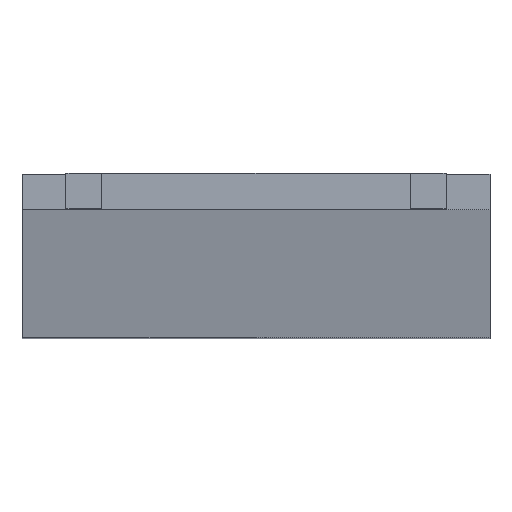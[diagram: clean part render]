
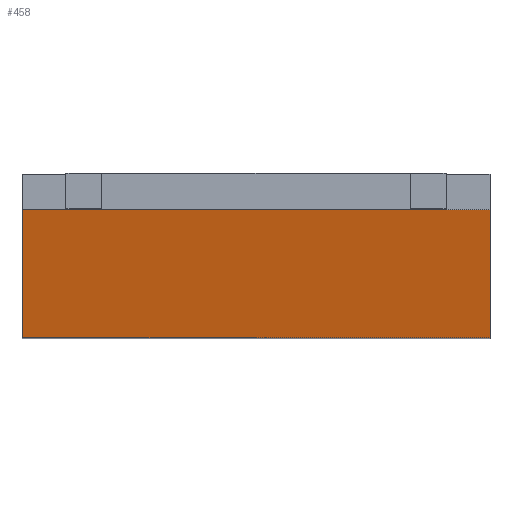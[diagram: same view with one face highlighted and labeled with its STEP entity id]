
A CAD part, top view. The second image highlights one B-rep face of the part: STEP entity #458.
In plain terms, the highlighted planar face has unit normal (0, -0.217, 0.976).
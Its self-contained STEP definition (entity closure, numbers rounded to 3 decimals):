
#249=VECTOR('',#250,1.);
#250=DIRECTION('',(1.,0.,0.));
#275=VERTEX_POINT('',#276);
#276=CARTESIAN_POINT('',(-0.998,0.77,8.325));
#281=EDGE_CURVE('',#275,#282,#284,.T.);
#282=VERTEX_POINT('',#283);
#283=CARTESIAN_POINT('',(5.578,0.77,8.325));
#284=LINE('',#276,#249);
#329=VERTEX_POINT('',#330);
#330=CARTESIAN_POINT('',(-0.998,-1.03,7.925));
#335=EDGE_CURVE('',#329,#275,#336,.T.);
#336=LINE('',#330,#337);
#337=VECTOR('',#338,1.);
#338=DIRECTION('',(0.,0.976,0.217)  );
#449=VERTEX_POINT('',#450);
#450=CARTESIAN_POINT('',(5.578,-1.03,7.925));
#452=ORIENTED_EDGE('',*,*,#453,.T.);
#453=EDGE_CURVE('',#449,#282,#454,.T.);
#454=LINE('',#450,#337);
#458=ADVANCED_FACE('',(#459),#466,.T.);
#459=FACE_BOUND('',#460,.T.);
#460=EDGE_LOOP('',(#461,#452,#464,#465));
#461=ORIENTED_EDGE('',*,*,#462,.T.);
#462=EDGE_CURVE('',#329,#449,#463,.T.);
#463=LINE('',#330,#249);
#464=ORIENTED_EDGE('',*,*,#281,.F.);
#465=ORIENTED_EDGE('',*,*,#335,.F.);
#466=PLANE('',#467);
#467=AXIS2_PLACEMENT_3D('',#330,#468,#338);
#468=DIRECTION('',(0.,-0.217,0.976    ));
